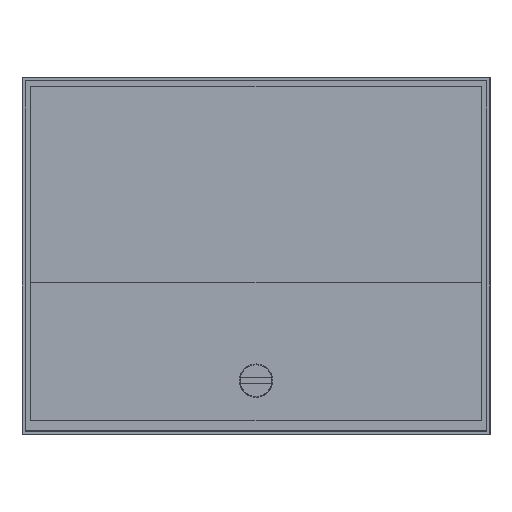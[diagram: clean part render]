
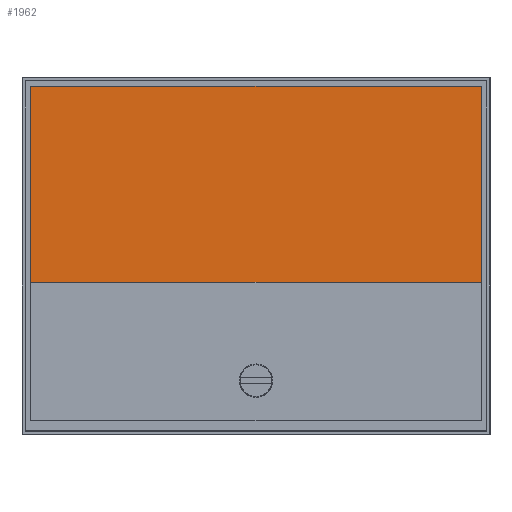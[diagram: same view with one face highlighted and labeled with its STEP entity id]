
A CAD part, top view. The second image highlights one B-rep face of the part: STEP entity #1962.
In plain terms, the highlighted planar face has unit normal (0, 0, 1).
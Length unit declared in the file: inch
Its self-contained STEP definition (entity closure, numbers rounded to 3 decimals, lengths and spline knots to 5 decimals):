
#94 = EDGE_CURVE ( 'NONE', #2671, #3731, #2470, .T. ) ;
#171 = DIRECTION ( 'NONE',  ( 0., 1., 0. ) ) ;
#275 = DIRECTION ( 'NONE',  ( 0., 0., 1. ) ) ;
#525 = VECTOR ( 'NONE', #4357, 39.37008 ) ;
#1067 = EDGE_LOOP ( 'NONE', ( #5594, #5580, #1891, #2410 ) ) ;
#1124 = CARTESIAN_POINT ( 'NONE',  ( 1.50984, 1.89942, 0.19921 ) ) ;
#1272 = CARTESIAN_POINT ( 'NONE',  ( 1.45257, 0.62992, 0.19921 ) ) ;
#1376 = LINE ( 'NONE', #2217, #2255 ) ;
#1891 = ORIENTED_EDGE ( 'NONE', *, *, #4167, .F. ) ;
#1962 = ADVANCED_FACE ( 'NONE', ( #2094 ), #5298, .T. ) ;
#2094 = FACE_OUTER_BOUND ( 'NONE', #1067, .T. ) ;
#2183 = CARTESIAN_POINT ( 'NONE',  ( 0., 1.29331, 0.19921 ) ) ;
#2217 = CARTESIAN_POINT ( 'NONE',  ( 0., 0.63404, 0.19921 ) ) ;
#2255 = VECTOR ( 'NONE', #3215, 39.37008 ) ;
#2410 = ORIENTED_EDGE ( 'NONE', *, *, #3059, .F. ) ;
#2470 = LINE ( 'NONE', #4323, #4253 ) ;
#2480 = LINE ( 'NONE', #1272, #5734 ) ;
#2502 = EDGE_CURVE ( 'NONE', #2671, #2955, #1376, .T. ) ;
#2671 = VERTEX_POINT ( 'NONE', #4817 ) ;
#2955 = VERTEX_POINT ( 'NONE', #5624 ) ;
#3059 = EDGE_CURVE ( 'NONE', #3731, #5460, #4392, .T. ) ;
#3215 = DIRECTION ( 'NONE',  ( 1., 0., 0. ) ) ;
#3731 = VERTEX_POINT ( 'NONE', #5126 ) ;
#4031 = DIRECTION ( 'NONE',  ( 1., 0., 0. ) ) ;
#4167 = EDGE_CURVE ( 'NONE', #5460, #2955, #2480, .T. ) ;
#4253 = VECTOR ( 'NONE', #171, 39.37008 ) ;
#4323 = CARTESIAN_POINT ( 'NONE',  ( -1.45257, 0.62992, 0.19921 ) ) ;
#4357 = DIRECTION ( 'NONE',  ( 1., 0., 0. ) ) ;
#4385 = AXIS2_PLACEMENT_3D ( 'NONE', #2183, #275, #4031 ) ;
#4392 = LINE ( 'NONE', #1124, #525 ) ;
#4817 = CARTESIAN_POINT ( 'NONE',  ( -1.45257, 0.63404, 0.19921 ) ) ;
#5126 = CARTESIAN_POINT ( 'NONE',  ( -1.45257, 1.89942, 0.19921 ) ) ;
#5135 = CARTESIAN_POINT ( 'NONE',  ( 1.45257, 1.89942, 0.19921 ) ) ;
#5298 = PLANE ( 'NONE',  #4385 ) ;
#5460 = VERTEX_POINT ( 'NONE', #5135 ) ;
#5580 = ORIENTED_EDGE ( 'NONE', *, *, #2502, .T. ) ;
#5594 = ORIENTED_EDGE ( 'NONE', *, *, #94, .F. ) ;
#5624 = CARTESIAN_POINT ( 'NONE',  ( 1.45257, 0.63404, 0.19921 ) ) ;
#5734 = VECTOR ( 'NONE', #5811, 39.37008 ) ;
#5811 = DIRECTION ( 'NONE',  ( 0., -1., 0. ) ) ;
